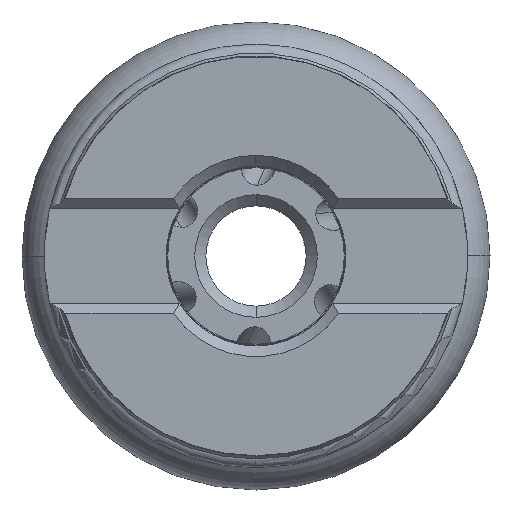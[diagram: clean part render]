
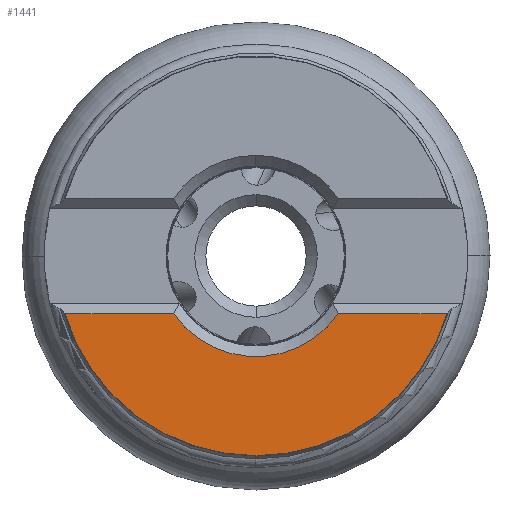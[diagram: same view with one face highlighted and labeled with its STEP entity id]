
A CAD part, left-side view. The second image highlights one B-rep face of the part: STEP entity #1441.
In plain terms, the highlighted planar face has unit normal (-1, 0, 0).
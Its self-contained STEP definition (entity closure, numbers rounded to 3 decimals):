
#803 = CARTESIAN_POINT ( 'NONE',  ( -42.85, -7.394, -5.175 ) ) ;
#812 = CARTESIAN_POINT ( 'NONE',  ( -42.85, 17.159, -5.175 ) ) ;
#829 = CARTESIAN_POINT ( 'NONE',  ( -42.85, 7.394, -5.175 ) ) ;
#1441 = ADVANCED_FACE ( 'NONE', ( #7246 ), #7762, .F. ) ;
#1687 = AXIS2_PLACEMENT_3D ( 'NONE', #7663, #7720, #7719 ) ;
#1816 = AXIS2_PLACEMENT_3D ( 'NONE', #5439, #5440, #5441 ) ;
#1889 = AXIS2_PLACEMENT_3D ( 'NONE', #6573, #6574, #6575 ) ;
#2047 = EDGE_CURVE ( 'NONE', #7228, #7187, #6940, .T. ) ;
#2059 = EDGE_CURVE ( 'NONE', #7187, #2351, #6944, .T. ) ;
#2061 = EDGE_CURVE ( 'NONE', #7198, #7228, #6949, .T. ) ;
#2351 = VERTEX_POINT ( 'NONE', #3732 ) ;
#2357 = VERTEX_POINT ( 'NONE', #3738 ) ;
#3113 = CIRCLE ( 'NONE', #4230, 17.922 ) ;
#3732 = CARTESIAN_POINT ( 'NONE',  ( -42.85, -17.159, -5.175 ) ) ;
#3738 = CARTESIAN_POINT ( 'NONE',  ( -42.85, 0., -17.922 ) ) ;
#4230 = AXIS2_PLACEMENT_3D ( 'NONE', #6759, #6760, #6761 ) ;
#4651 = EDGE_CURVE ( 'NONE', #2357, #2351, #7147, .T. ) ;
#4700 = EDGE_CURVE ( 'NONE', #7198, #2357, #3113, .T. ) ;
#5439 = CARTESIAN_POINT ( 'NONE',  ( -42.85, 0., 0. ) ) ;
#5440 = DIRECTION ( 'NONE',  ( -1., 0., 0. ) ) ;
#5441 = DIRECTION ( 'NONE',  ( 0., 0., -1. ) ) ;
#5495 = DIRECTION ( 'NONE',  ( 0., -1., 0. ) ) ;
#5496 = CARTESIAN_POINT ( 'NONE',  ( -42.85, -20., -5.175 ) ) ;
#5499 = DIRECTION ( 'NONE',  ( 0., -1., 0. ) ) ;
#5502 = CARTESIAN_POINT ( 'NONE',  ( -42.85, -20., -5.175 ) ) ;
#6573 = CARTESIAN_POINT ( 'NONE',  ( -42.85, 0., 0. ) ) ;
#6574 = DIRECTION ( 'NONE',  ( -1., 0., 0. ) ) ;
#6575 = DIRECTION ( 'NONE',  ( 0., 0., -1. ) ) ;
#6759 = CARTESIAN_POINT ( 'NONE',  ( -42.85, 0., 0. ) ) ;
#6760 = DIRECTION ( 'NONE',  ( -1., 0., 0. ) ) ;
#6761 = DIRECTION ( 'NONE',  ( 0., 0., -1. ) ) ;
#6940 = CIRCLE ( 'NONE', #1816, 9.025 ) ;
#6944 = LINE ( 'NONE', #5496, #6947 ) ;
#6947 = VECTOR ( 'NONE', #5499, 1000. ) ;
#6949 = LINE ( 'NONE', #5502, #6953 ) ;
#6953 = VECTOR ( 'NONE', #5495, 1000. ) ;
#7147 = CIRCLE ( 'NONE', #1889, 17.922 ) ;
#7187 = VERTEX_POINT ( 'NONE', #803 ) ;
#7198 = VERTEX_POINT ( 'NONE', #812 ) ;
#7204 = EDGE_LOOP ( 'NONE', ( #7484, #7487, #7486, #7489, #7488 ) ) ;
#7228 = VERTEX_POINT ( 'NONE', #829 ) ;
#7246 = FACE_OUTER_BOUND ( 'NONE', #7204, .T. ) ;
#7484 = ORIENTED_EDGE ( 'NONE', *, *, #2047, .F. ) ;
#7486 = ORIENTED_EDGE ( 'NONE', *, *, #4700, .T. ) ;
#7487 = ORIENTED_EDGE ( 'NONE', *, *, #2061, .F. ) ;
#7488 = ORIENTED_EDGE ( 'NONE', *, *, #2059, .F. ) ;
#7489 = ORIENTED_EDGE ( 'NONE', *, *, #4651, .T. ) ;
#7663 = CARTESIAN_POINT ( 'NONE',  ( -42.85, 0., 0. ) ) ;
#7719 = DIRECTION ( 'NONE',  ( 0., 0., -1. ) ) ;
#7720 = DIRECTION ( 'NONE',  ( 1., 0., 0. ) ) ;
#7762 = PLANE ( 'NONE',  #1687 ) ;
